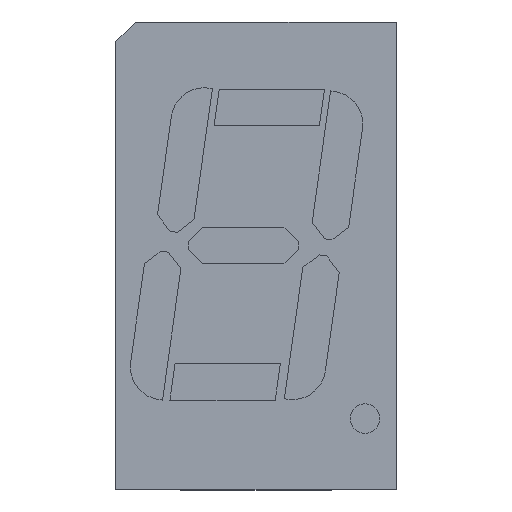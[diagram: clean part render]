
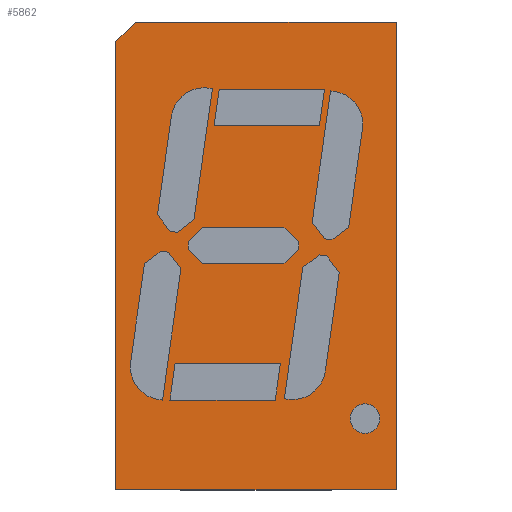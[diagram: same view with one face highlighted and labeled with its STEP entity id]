
A CAD part, top view. The second image highlights one B-rep face of the part: STEP entity #5862.
In plain terms, the highlighted planar face has unit normal (0, 0, 1).
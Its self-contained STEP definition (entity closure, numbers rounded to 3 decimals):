
#5826 = EDGE_CURVE('',#5827,#5829,#5831,.T.);
#5827 = VERTEX_POINT('',#5828);
#5828 = CARTESIAN_POINT('',(-1.27,-11.43,6.1));
#5829 = VERTEX_POINT('',#5830);
#5830 = CARTESIAN_POINT('',(-1.27,0.73,6.1));
#5831 = LINE('',#5832,#5833);
#5832 = CARTESIAN_POINT('',(-1.27,-11.43,6.1));
#5833 = VECTOR('',#5834,1.);
#5834 = DIRECTION('',(0.,1.,0.));
#5862 = ADVANCED_FACE('',(#5863),#5896,.T.);
#5863 = FACE_BOUND('',#5864,.T.);
#5864 = EDGE_LOOP('',(#5865,#5866,#5874,#5882,#5890));
#5865 = ORIENTED_EDGE('',*,*,#5826,.F.);
#5866 = ORIENTED_EDGE('',*,*,#5867,.T.);
#5867 = EDGE_CURVE('',#5827,#5868,#5870,.T.);
#5868 = VERTEX_POINT('',#5869);
#5869 = CARTESIAN_POINT('',(6.35,-11.43,6.1));
#5870 = LINE('',#5871,#5872);
#5871 = CARTESIAN_POINT('',(-1.27,-11.43,6.1));
#5872 = VECTOR('',#5873,1.);
#5873 = DIRECTION('',(1.,0.,0.));
#5874 = ORIENTED_EDGE('',*,*,#5875,.T.);
#5875 = EDGE_CURVE('',#5868,#5876,#5878,.T.);
#5876 = VERTEX_POINT('',#5877);
#5877 = CARTESIAN_POINT('',(6.35,1.27,6.1));
#5878 = LINE('',#5879,#5880);
#5879 = CARTESIAN_POINT('',(6.35,-11.43,6.1));
#5880 = VECTOR('',#5881,1.);
#5881 = DIRECTION('',(0.,1.,0.));
#5882 = ORIENTED_EDGE('',*,*,#5883,.F.);
#5883 = EDGE_CURVE('',#5884,#5876,#5886,.T.);
#5884 = VERTEX_POINT('',#5885);
#5885 = CARTESIAN_POINT('',(-0.73,1.27,6.1));
#5886 = LINE('',#5887,#5888);
#5887 = CARTESIAN_POINT('',(-1.27,1.27,6.1));
#5888 = VECTOR('',#5889,1.);
#5889 = DIRECTION('',(1.,0.,0.));
#5890 = ORIENTED_EDGE('',*,*,#5891,.T.);
#5891 = EDGE_CURVE('',#5884,#5829,#5892,.T.);
#5892 = LINE('',#5893,#5894);
#5893 = CARTESIAN_POINT('',(-4.425,-2.425,6.1));
#5894 = VECTOR('',#5895,1.);
#5895 = DIRECTION('',(-0.707,-0.707,0.));
#5896 = PLANE('',#5897);
#5897 = AXIS2_PLACEMENT_3D('',#5898,#5899,#5900);
#5898 = CARTESIAN_POINT('',(-1.27,-11.43,6.1));
#5899 = DIRECTION('',(0.,0.,1.));
#5900 = DIRECTION('',(1.,0.,0.));
